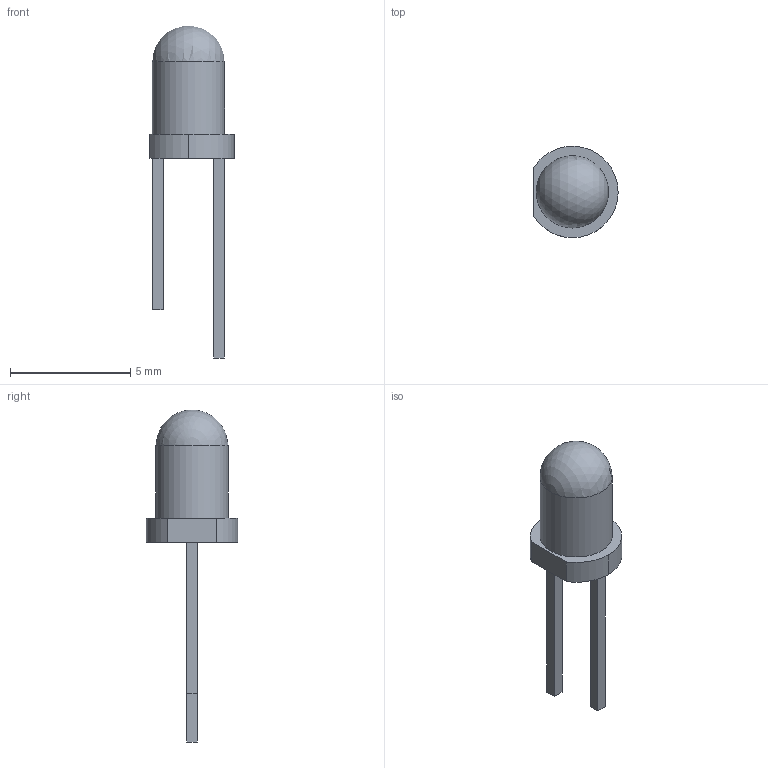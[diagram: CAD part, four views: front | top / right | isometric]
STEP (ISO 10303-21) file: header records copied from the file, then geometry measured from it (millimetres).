
FILE_DESCRIPTION(('HOOPS Exchange Step'),'2;1');
FILE_NAME('temp_export.step','2020-04-27T18:38:34+17:00',('mobile'),('Shapr3D Limited'),'HOOPS Exchange 2018.1','Shapr3D','Authorized');
FILE_SCHEMA( ('AP203_CONFIGURATION_CONTROLLED_3D_DESIGN_OF_MECHANICAL_PARTS_AND_ASSEMBLIES_MIM_LF') );
Length unit declared in the file: millimetre
Products named in the file (1): temp_export.x_b
Bounding box: 3.5 x 3.8 x 13.79 mm (x, y, z)
Volume: 43.9 mm3; surface area: 110.6 mm2
Topology: 3 solids, 3 shells, 44 faces, 113 edges, 75 vertices
Faces by surface type: plane 33, sphere 5, cylinder 3, cone 3
Full cylindrical faces by diameter (mm): 3 x1
Entity records: 1428 total; most frequent: CARTESIAN_POINT 345, ORIENTED_EDGE 222, DIRECTION 202, EDGE_CURVE 111, VECTOR 80, LINE 80, VERTEX_POINT 75, AXIS2_PLACEMENT_3D 61
